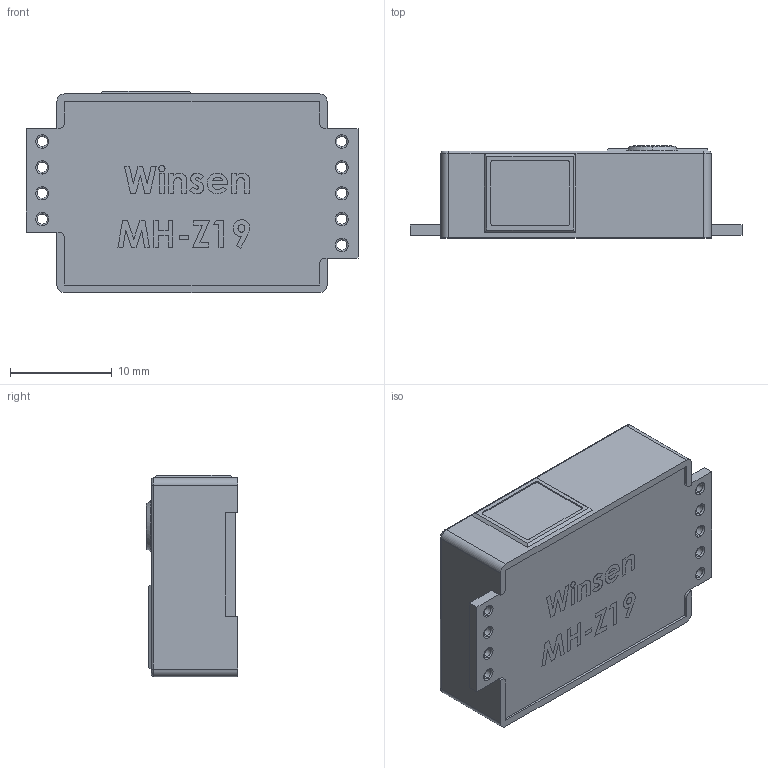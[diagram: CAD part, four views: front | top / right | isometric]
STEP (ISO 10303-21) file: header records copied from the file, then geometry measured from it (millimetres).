
FILE_DESCRIPTION (( 'STEP AP214' ), '1' );
FILE_NAME ('User Library-Winsen - MH-Z19.STEP', '2019-03-26T20:23:17', ( '' ), ( '' ), 'SwSTEP 2.0', 'SolidWorks 2019', '' );
FILE_SCHEMA (( 'AUTOMOTIVE_DESIGN' ));
Length unit declared in the file: millimetre
Products named in the file (1): User Library-Winsen - MH-Z19
Bounding box: 32.57 x 9 x 19.75 mm (x, y, z)
Volume: 1438.1 mm3; surface area: 3610.1 mm2
Topology: 2 solids, 2 shells, 288 faces, 745 edges, 479 vertices
Faces by surface type: plane 155, bspline 45, torus 44, cylinder 42, cone 2
Entity records: 11287 total; most frequent: CARTESIAN_POINT 3734, ORIENTED_EDGE 1490, DIRECTION 1315, EDGE_CURVE 745, LINE 483, VECTOR 483, VERTEX_POINT 479, AXIS2_PLACEMENT_3D 416
